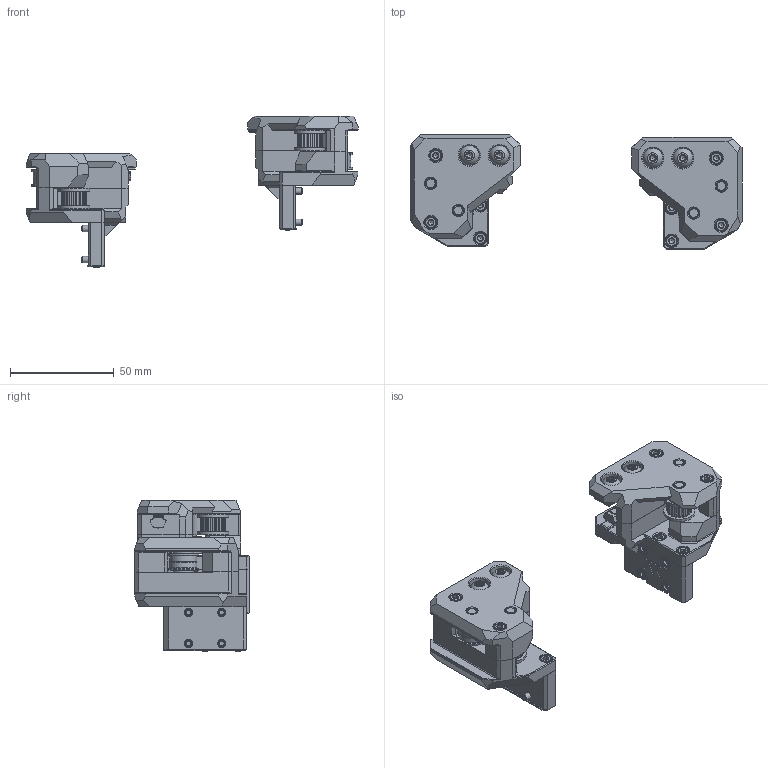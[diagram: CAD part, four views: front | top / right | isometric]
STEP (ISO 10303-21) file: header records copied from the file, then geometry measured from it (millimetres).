
FILE_DESCRIPTION(/* description */ ('STEP AP242','CAx-IF Rec.Pracs.---Representation and Presentation of Product Manufacturing Information (PMI)---4.0---2014-10-13','CAx-IF Rec.Pracs.---3D Tessellated Geometry---0.4---2014-09-14','2;1'),/* implementation_level */ '2;1');
FILE_NAME(/* name */ '63f3050bc79cef41a1ee9a78',/* time_stamp */ '2023-02-20T05:28:45+00:00',/* author */ (''),/* organization */ (''),/* preprocessor_version */ 'ST-DEVELOPER v18.102',/* originating_system */ ' ',/* authorisation */ ' ');
FILE_SCHEMA (('AP242_MANAGED_MODEL_BASED_3D_ENGINEERING_MIM_LF { 1 0 10303 442 1 1 4 }'));
Length unit declared in the file: metre
Products named in the file (23): ass_t5_xy_MGN9; M3x25 SHCS; M3x5.0x4.0; M3x8 SHCS; M3x30 SHCS; Pin 30mm; M5-T-Nut; M5x10_NUT (1) <1>; ISO 7380-1 M5x10; right_mgn_plate_r1; M5x10_NUT <1>; left_top_MGN9_r1; right_top_MGN9_r1; right_bottom_MGN9_r1; left_mgn_plate_r1; E3D - 2GT 6MM Toothed Idler v1 <1>; E3D - 2GT 6MM - Idler - bearing; E3D - 2GT 6MM Toothed Idler v1; left_bottom_MGN9_r1; E3D - 2GT 6MM Toothed Idler v1 (1) <1>; Bearings <1>; DIN 988 5x10x1 Shim Ring; F695-2RS
Assembly tree (69 placements, depth 3):
  ass_t5_xy_MGN9
    M3x25 SHCS  x6
    M3x5.0x4.0  x10
    M3x8 SHCS  x8
    M3x30 SHCS  x4
    Pin 30mm  x4
    M5-T-Nut  x4
    M5x10_NUT (1) <1>
      M5-T-Nut
      ISO 7380-1 M5x10
    right_mgn_plate_r1
    M5x10_NUT <1>
      ISO 7380-1 M5x10
      M5-T-Nut
    left_top_MGN9_r1
    ISO 7380-1 M5x10  x4
    right_top_MGN9_r1
    right_bottom_MGN9_r1
    left_mgn_plate_r1
    E3D - 2GT 6MM Toothed Idler v1 <1>
      E3D - 2GT 6MM - Idler - bearing  x2
      E3D - 2GT 6MM Toothed Idler v1
    left_bottom_MGN9_r1
    E3D - 2GT 6MM Toothed Idler v1 (1) <1>
      E3D - 2GT 6MM Toothed Idler v1
      E3D - 2GT 6MM - Idler - bearing  x2
    Bearings <1>
      DIN 988 5x10x1 Shim Ring  x4
      F695-2RS  x4
Bounding box: 160.39 x 55.32 x 73.08 mm (x, y, z)
Volume: 104165.4 mm3; surface area: 58524 mm2
Topology: 64 solids, 68 shells, 3472 faces, 9146 edges, 5930 vertices
Faces by surface type: plane 1155, bspline 1052, cylinder 869, cone 316, torus 74, sphere 6
Full cylindrical faces by diameter (mm): 2.4 x4, 3 x28, 3.2 x12, 3.3 x16, 4.1 x10, 4.134 x6, 4.25 x20, 4.7 x10, 5 x22, 5.2 x8, 5.3 x6, 5.5 x18, 5.9 x6, 6 x4, 6.473 x16, 6.5 x8, 7 x6, 7.527 x16, 9 x8, 9.8 x6, 10 x4, 11.5 x8, 13 x4, 15 x8
Entity records: 38830 total; most frequent: CARTESIAN_POINT 7995, ORIENTED_EDGE 6136, DIRECTION 6133, EDGE_CURVE 3068, AXIS2_PLACEMENT_3D 2090, VERTEX_POINT 2088, LINE 1953, VECTOR 1953
